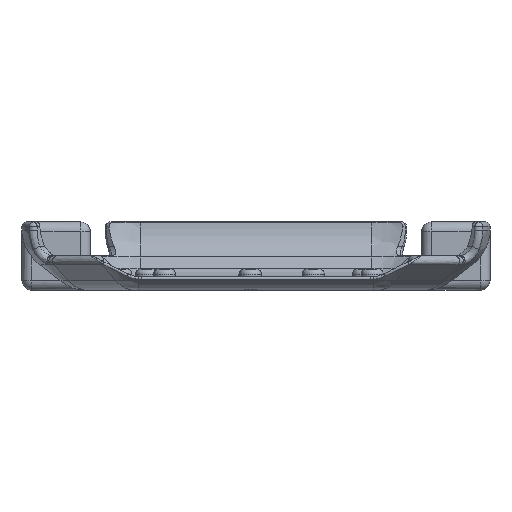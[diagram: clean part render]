
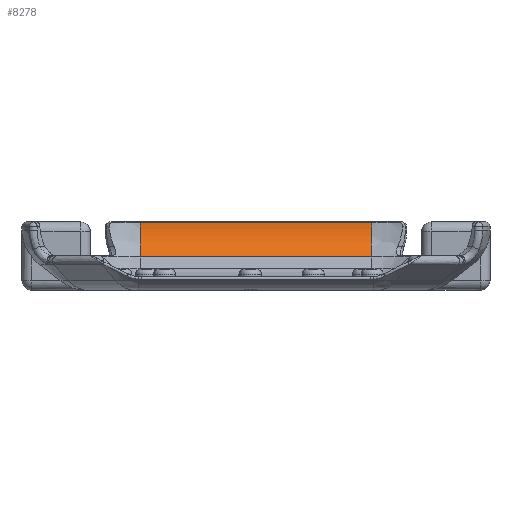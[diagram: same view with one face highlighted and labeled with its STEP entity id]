
A CAD part, front view. The second image highlights one B-rep face of the part: STEP entity #8278.
In plain terms, the highlighted cylindrical face has radius 9 mm (diameter 18 mm), a partial arc.
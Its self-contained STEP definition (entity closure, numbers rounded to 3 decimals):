
#1199=CYLINDRICAL_SURFACE('',#9179,9.);
#1664=FACE_OUTER_BOUND('',#2181,.T.);
#2181=EDGE_LOOP('',(#7687,#7688,#7689,#7690));
#2620=LINE('',#26348,#3061);
#2637=LINE('',#26806,#3078);
#3061=VECTOR('',#11266,1.);
#3078=VECTOR('',#11369,1.);
#3528=CIRCLE('',#9063,9.);
#3543=CIRCLE('',#9095,9.);
#4212=VERTEX_POINT('',#25576);
#4216=VERTEX_POINT('',#25616);
#4235=VERTEX_POINT('',#25929);
#4236=VERTEX_POINT('',#25931);
#5298=EDGE_CURVE('',#4212,#4216,#3528,.T.);
#5337=EDGE_CURVE('',#4235,#4236,#3543,.T.);
#5391=EDGE_CURVE('',#4236,#4216,#2620,.T.);
#5424=EDGE_CURVE('',#4235,#4212,#2637,.T.);
#7687=ORIENTED_EDGE('',*,*,#5337,.F.);
#7688=ORIENTED_EDGE('',*,*,#5424,.T.);
#7689=ORIENTED_EDGE('',*,*,#5298,.T.);
#7690=ORIENTED_EDGE('',*,*,#5391,.F.);
#8278=ADVANCED_FACE('',(#1664),#1199,.F.);
#9063=AXIS2_PLACEMENT_3D('',#25618,#11079,#11080);
#9095=AXIS2_PLACEMENT_3D('',#25932,#11158,#11159);
#9179=AXIS2_PLACEMENT_3D('',#26805,#11367,#11368);
#11079=DIRECTION('center_axis',(-1.,0.,0.));
#11080=DIRECTION('ref_axis',(0.,1.,0.));
#11158=DIRECTION('center_axis',(-1.,0.,0.));
#11159=DIRECTION('ref_axis',(0.,1.,0.));
#11266=DIRECTION('',(-1.,0.,0.));
#11367=DIRECTION('center_axis',(-1.,0.,0.));
#11368=DIRECTION('ref_axis',(0.,1.,0.));
#11369=DIRECTION('',(-1.,0.,0.));
#25576=CARTESIAN_POINT('',(-23.701,66.,-16.159));
#25616=CARTESIAN_POINT('',(-23.701,62.603,-23.202));
#25618=CARTESIAN_POINT('Origin',(-23.701,57.,-16.159));
#25929=CARTESIAN_POINT('',(23.701,66.,-16.159));
#25931=CARTESIAN_POINT('',(23.701,62.603,-23.202));
#25932=CARTESIAN_POINT('Origin',(23.701,57.,-16.159));
#26348=CARTESIAN_POINT('',(23.701,62.603,-23.202));
#26805=CARTESIAN_POINT('Origin',(23.701,57.,-16.159));
#26806=CARTESIAN_POINT('',(23.701,66.,-16.159));
